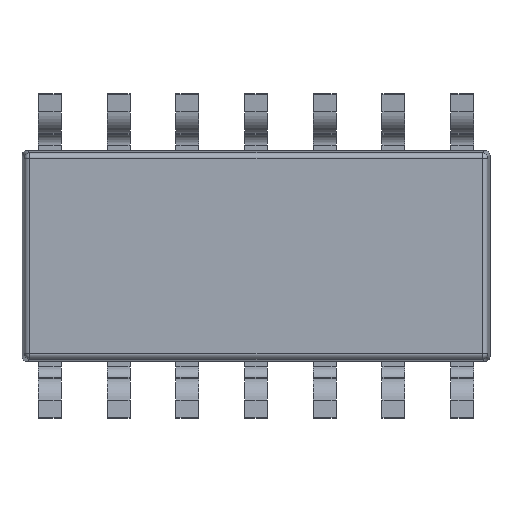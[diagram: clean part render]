
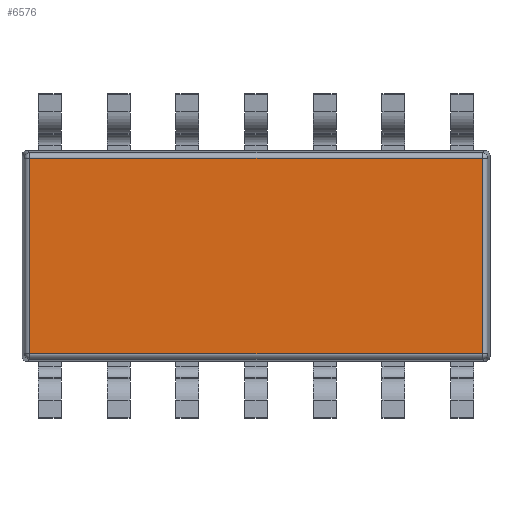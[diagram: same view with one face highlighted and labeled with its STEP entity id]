
A CAD part, front view. The second image highlights one B-rep face of the part: STEP entity #6576.
In plain terms, the highlighted planar face has unit normal (0, -1, 0).
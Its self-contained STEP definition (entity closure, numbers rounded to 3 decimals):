
#65 = ORIENTED_EDGE ( 'NONE', *, *, #458, .T. ) ;
#458 = EDGE_CURVE ( 'NONE', #6929, #5698, #7429, .T. ) ;
#667 = DIRECTION ( 'NONE',  ( 0., 1., 0. ) ) ;
#799 = CARTESIAN_POINT ( 'NONE',  ( 4.325, 0.175, 1.806 ) ) ;
#980 = VECTOR ( 'NONE', #4789, 1000. ) ;
#1149 = EDGE_CURVE ( 'NONE', #5217, #6929, #2892, .T. ) ;
#1594 = VECTOR ( 'NONE', #6946, 1000. ) ;
#2319 = CARTESIAN_POINT ( 'NONE',  ( 4.181, 0.175, -1.806 ) ) ;
#2409 = PLANE ( 'NONE',  #6225 ) ;
#2526 = LINE ( 'NONE', #7106, #980 ) ;
#2599 = FACE_OUTER_BOUND ( 'NONE', #7386, .T. ) ;
#2718 = VECTOR ( 'NONE', #3421, 1000. ) ;
#2892 = LINE ( 'NONE', #6876, #2718 ) ;
#3155 = DIRECTION ( 'NONE',  ( -1., 0., 0. ) ) ;
#3421 = DIRECTION ( 'NONE',  ( 0., 0., 1. ) ) ;
#3461 = CARTESIAN_POINT ( 'NONE',  ( -4.181, 0.175, -1.898 ) ) ;
#3617 = CARTESIAN_POINT ( 'NONE',  ( -4.181, 0.175, -1.806 ) ) ;
#4576 = ORIENTED_EDGE ( 'NONE', *, *, #1149, .T. ) ;
#4598 = VERTEX_POINT ( 'NONE', #3617 ) ;
#4653 = LINE ( 'NONE', #3461, #1594 ) ;
#4702 = DIRECTION ( 'NONE',  ( 0., 0., 1. ) ) ;
#4789 = DIRECTION ( 'NONE',  ( 1., 0., 0. ) ) ;
#5214 = CARTESIAN_POINT ( 'NONE',  ( -4.181, 0.175, 1.806 ) ) ;
#5217 = VERTEX_POINT ( 'NONE', #2319 ) ;
#5245 = ORIENTED_EDGE ( 'NONE', *, *, #6503, .T. ) ;
#5609 = CARTESIAN_POINT ( 'NONE',  ( 4.181, 0.175, 1.806 ) ) ;
#5698 = VERTEX_POINT ( 'NONE', #5214 ) ;
#6085 = EDGE_CURVE ( 'NONE', #4598, #5217, #2526, .T. ) ;
#6091 = VECTOR ( 'NONE', #3155, 1000. ) ;
#6225 = AXIS2_PLACEMENT_3D ( 'NONE', #7020, #667, #4702 ) ;
#6503 = EDGE_CURVE ( 'NONE', #5698, #4598, #4653, .T. ) ;
#6576 = ADVANCED_FACE ( 'NONE', ( #2599 ), #2409, .F. ) ;
#6876 = CARTESIAN_POINT ( 'NONE',  ( 4.181, 0.175, 1.898 ) ) ;
#6929 = VERTEX_POINT ( 'NONE', #5609 ) ;
#6946 = DIRECTION ( 'NONE',  ( 0., 0., -1. ) ) ;
#7020 = CARTESIAN_POINT ( 'NONE',  ( 4.325, 0.175, -1.898 ) ) ;
#7106 = CARTESIAN_POINT ( 'NONE',  ( 4.325, 0.175, -1.806 ) ) ;
#7224 = ORIENTED_EDGE ( 'NONE', *, *, #6085, .T. ) ;
#7386 = EDGE_LOOP ( 'NONE', ( #5245, #7224, #4576, #65 ) ) ;
#7429 = LINE ( 'NONE', #799, #6091 ) ;
